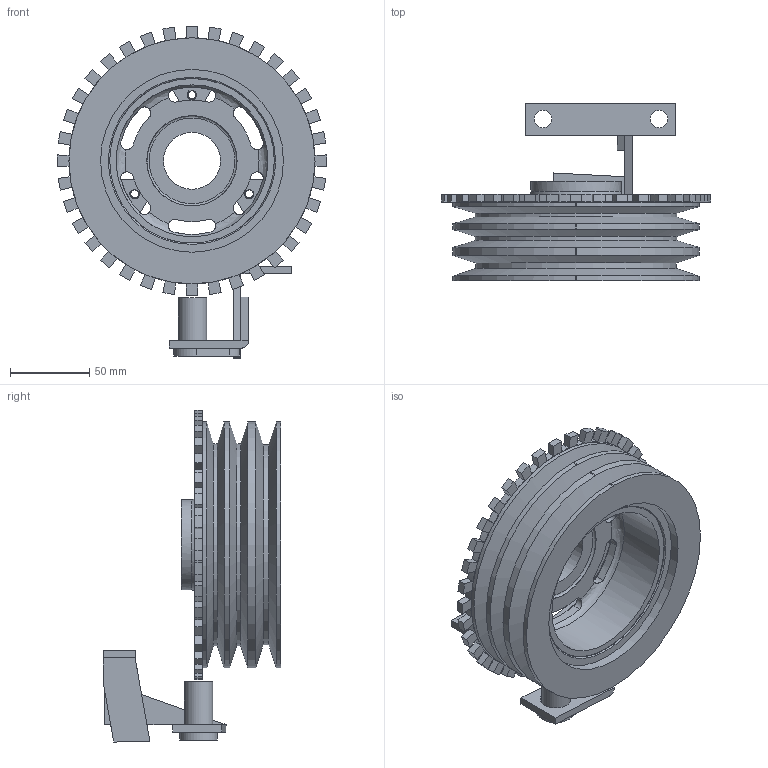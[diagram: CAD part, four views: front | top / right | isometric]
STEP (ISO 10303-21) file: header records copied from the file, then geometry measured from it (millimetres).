
FILE_DESCRIPTION(/* description */ (''),/* implementation_level */ '2;1');
FILE_NAME(/* name */ 'Assembly v15.step',/* time_stamp */ '2025-05-08T22:02:43-04:00',/* author */ (''),/* organization */ (''),/* preprocessor_version */ 'ST-DEVELOPER v20.1',/* originating_system */ 'Autodesk Translation Framework v14.4.0.0',/* authorisation */ '');
FILE_SCHEMA (('AUTOMOTIVE_DESIGN { 1 0 10303 214 3 1 1 }'));
Length unit declared in the file: millimetre
Products named in the file (5): Assembly; B230 Harmonic Balancer (Near Final); Trigger Wheel (Final); Mount; Hall Sensor
Assembly tree (4 placements, depth 2):
  Assembly
    B230 Harmonic Balancer (Near Final)
    Trigger Wheel (Final)
    Mount
    Hall Sensor
Bounding box: 170.46 x 112.52 x 209.91 mm (x, y, z)
Volume: 567619.8 mm3; surface area: 153435.8 mm2
Topology: 4 solids, 4 shells, 314 faces, 888 edges, 577 vertices
Faces by surface type: plane 175, cylinder 121, bspline 10, cone 8
Full cylindrical faces by diameter (mm): 5.035 x9, 6 x1, 6.147 x3, 6.6 x1, 11 x2, 17.86 x1, 19.3 x1, 36 x1, 57 x2, 96.075 x1, 104.075 x1, 115.575 x1, 126.576 x1, 127.576 x2
Entity records: 13930 total; most frequent: CARTESIAN_POINT 5675, ORIENTED_EDGE 1776, DIRECTION 1590, EDGE_CURVE 888, VERTEX_POINT 577, LINE 568, VECTOR 568, AXIS2_PLACEMENT_3D 511
